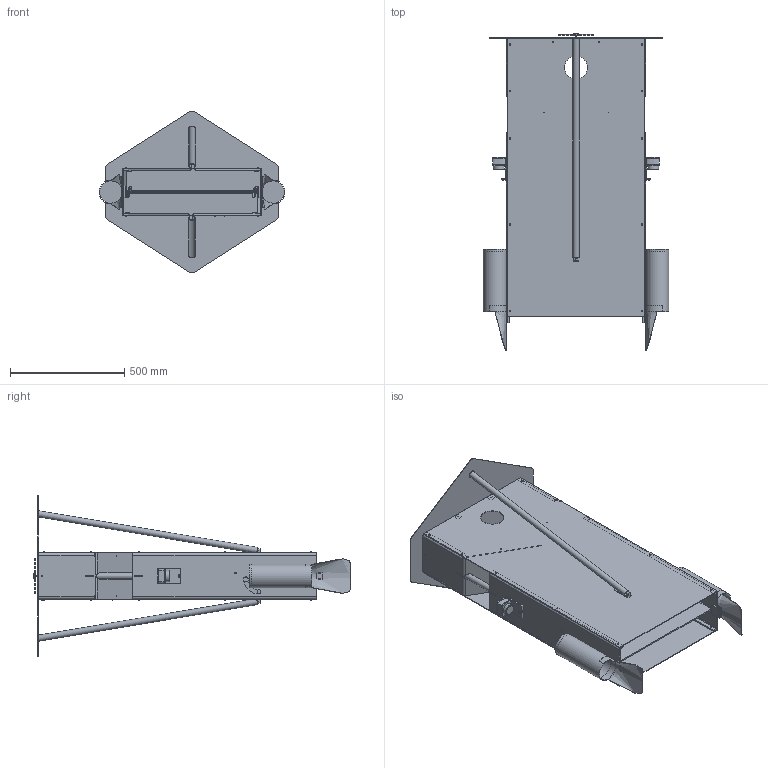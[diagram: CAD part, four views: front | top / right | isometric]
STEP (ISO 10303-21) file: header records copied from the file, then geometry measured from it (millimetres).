
FILE_DESCRIPTION(/* description */ (''),/* implementation_level */ '2;1');
FILE_NAME(/* name */ 'Center Tower 4.4r.iam.stp',/* time_stamp */ '2014-12-18T16:49:58-08:00',/* author */ ('Autodesk Inc.'),/* organization */ ('Autodesk Inc.'),/* preprocessor_version */ 'ST-DEVELOPER v15.6',/* originating_system */ 'Autodesk Inventor 2015',/* authorisation */ '');
FILE_SCHEMA (('AUTOMOTIVE_DESIGN { 1 0 10303 214 3 1 1 }'));
Length unit declared in the file: inch
Products named in the file (31): Upper Cross Brace reverse; Side Panel Upper Reverse_Red; Side Panel Upper Reverse; Splitter Ramp v2; Front panel v2; Ball Tray v4; Floor plate; Bracket 90 - Bolt Bottom; Pipe Diverter; Pipe v4; NEW_IRBEACON_BASE; NEW_IRBEACON_TOP; ASM_NEW_IRBEACON_ASM; 0_125 rivet; 10-32 x 0_375 BHCS; 10-32 Nylock Jam Nut_90633A411; Bracket 90; socket head cap screw_ai_HX-SHCS 0.19-32x1.375x1-C; 10-32x1250_shcs; Pipe - 30cm Center Goal; Curved Backboard formed; backboard clip spacer; backboard clip; UG bottom; Upper goal tube; elevator screw 1.25in; Center Pivot Plate; 14-20 NyLock thin - Mcm 90566A029_90566A029; 10-32x1000_shcs_HX-SHCS 0.19-32x1.375x1-C; IR Beacon Hanger; Center Tower 4.4r
Assembly tree (105 placements, depth 3):
  Center Tower 4.4r
    Upper Cross Brace reverse
    Side Panel Upper Reverse_Red
    Side Panel Upper Reverse
    Splitter Ramp v2
    Front panel v2  x2
    Ball Tray v4  x2
    Floor plate
    Bracket 90 - Bolt Bottom  x6
    Pipe Diverter  x2
    Pipe v4  x2
    ASM_NEW_IRBEACON_ASM  x2
      NEW_IRBEACON_BASE
      NEW_IRBEACON_TOP
    0_125 rivet  x40
    10-32 x 0_375 BHCS  x6
    10-32 Nylock Jam Nut_90633A411  x14
    Bracket 90  x2
    socket head cap screw_ai_HX-SHCS 0.19-32x1.375x1-C  x2
    10-32x1250_shcs  x2
    Upper goal tube  x2
      Pipe - 30cm Center Goal
      Curved Backboard formed
      backboard clip spacer
      backboard clip
      UG bottom
      0_125 rivet
    elevator screw 1.25in
    Center Pivot Plate
    14-20 NyLock thin - Mcm 90566A029_90566A029
    10-32x1000_shcs_HX-SHCS 0.19-32x1.375x1-C  x2
    IR Beacon Hanger  x2
Bounding box: 814.83 x 1385.85 x 706.49 mm (x, y, z)
Volume: 13279759.6 mm3; surface area: 6769360.9 mm2
Topology: 125 solids, 125 shells, 1920 faces, 4530 edges, 2910 vertices
Faces by surface type: plane 764, cylinder 573, cone 410, sphere 88, torus 51, bspline 34
Full cylindrical faces by diameter (mm): 3.175 x44, 3.251 x42, 3.259 x12, 3.556 x54, 4.091 x14, 4.178 x42, 4.775 x2, 4.826 x66, 5.22 x1, 5.334 x14, 5.387 x3, 5.41 x4, 6.08 x14, 6.35 x6, 6.706 x4, 6.731 x2, 7.306 x1, 7.62 x1, 7.823 x2, 7.938 x4, 9.169 x6, 21.59 x4, 25.603 x1, 26.67 x4, 31.75 x2, 49.212 x2, 99.568 x2, 101.6 x4, 103.632 x2, 152.4 x1
Entity records: 21324 total; most frequent: CARTESIAN_POINT 5358, DIRECTION 3216, ORIENTED_EDGE 2722, EDGE_CURVE 1361, AXIS2_PLACEMENT_3D 1271, EDGE_LOOP 1036, VERTEX_POINT 957, LINE 674
